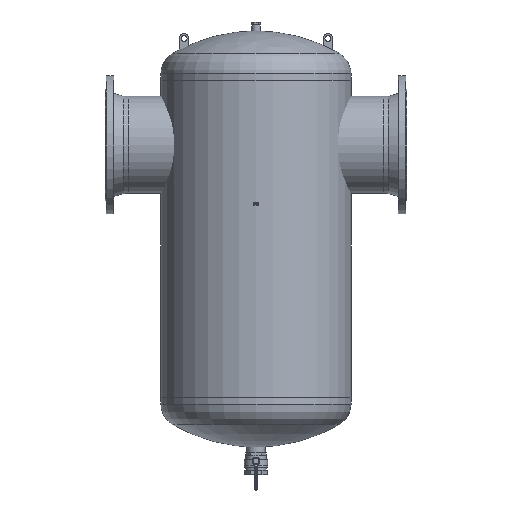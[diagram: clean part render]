
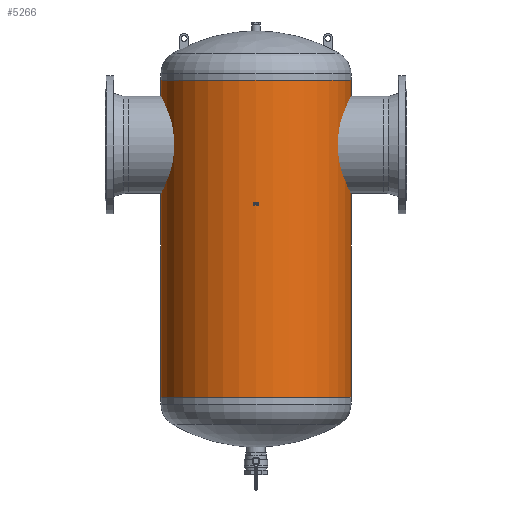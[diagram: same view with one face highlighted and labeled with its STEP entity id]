
A CAD part, front view. The second image highlights one B-rep face of the part: STEP entity #5266.
In plain terms, the highlighted cylindrical face has radius 317 mm (diameter 634 mm), a full revolution.
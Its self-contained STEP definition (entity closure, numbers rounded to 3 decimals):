
#1126=FACE_BOUND($,#1603,.T.);
#1261=FACE_OUTER_BOUND($,#1602,.T.);
#1602=EDGE_LOOP($,(#3642));
#1603=EDGE_LOOP($,(#3643));
#2063=CIRCLE($,#5648,317.);
#2064=CIRCLE($,#5650,317.);
#2360=VERTEX_POINT($,#8033);
#2361=VERTEX_POINT($,#8036);
#2884=EDGE_CURVE($,#2360,#2360,#2063,.T.);
#2885=EDGE_CURVE($,#2361,#2361,#2064,.T.);
#3642=ORIENTED_EDGE($,*,*,#2884,.T.);
#3643=ORIENTED_EDGE($,*,*,#2885,.F.);
#5125=CYLINDRICAL_SURFACE($,#5649,317.);
#5266=ADVANCED_FACE($,(#1261,#1126),#5125,.T.);
#5648=AXIS2_PLACEMENT_3D($,#8034,#6303,#6304);
#5649=AXIS2_PLACEMENT_3D($,#8035,#6305,#6306);
#5650=AXIS2_PLACEMENT_3D($,#8037,#6307,#6308);
#6303=DIRECTION('center_axis',(0.,0.,-1.));
#6304=DIRECTION('ref_axis',(-1.,0.,0.));
#6305=DIRECTION('center_axis',(0.,0.,1.));
#6306=DIRECTION('ref_axis',(1.,0.,0.));
#6307=DIRECTION('center_axis',(0.,0.,-1.));
#6308=DIRECTION('ref_axis',(1.,0.,0.));
#8033=CARTESIAN_POINT('',(0.,317.,1242.));
#8034=CARTESIAN_POINT('Origin',(0.,0.,1242.));
#8035=CARTESIAN_POINT('Origin',(0.,0.,677.5));
#8036=CARTESIAN_POINT('',(317.,0.,185.));
#8037=CARTESIAN_POINT('Origin',(0.,0.,185.));
